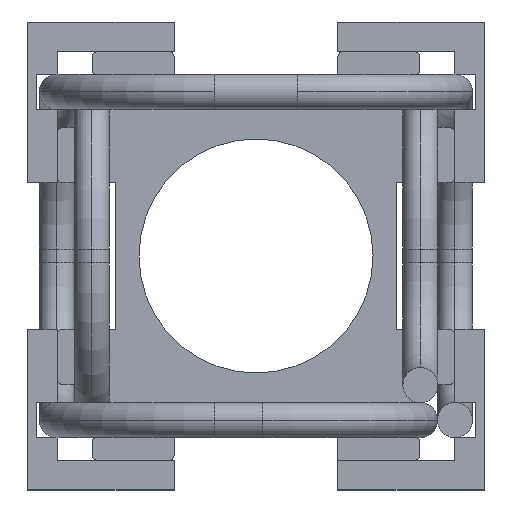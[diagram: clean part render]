
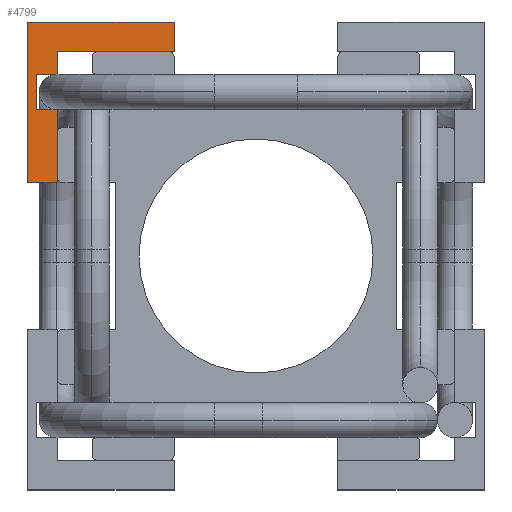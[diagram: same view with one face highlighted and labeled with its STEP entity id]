
A CAD part, left-side view. The second image highlights one B-rep face of the part: STEP entity #4799.
In plain terms, the highlighted face is planar.
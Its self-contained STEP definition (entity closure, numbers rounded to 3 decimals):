
#120 = LINE ( 'NONE', #2036, #5009 ) ;
#153 = DIRECTION ( 'NONE',  ( 1., 0., 0. ) ) ;
#215 = DIRECTION ( 'NONE',  ( 0., -1., 0. ) ) ;
#359 = CARTESIAN_POINT ( 'NONE',  ( 1.25, 0., 0. ) ) ;
#393 = LINE ( 'NONE', #4723, #3873 ) ;
#524 = VERTEX_POINT ( 'NONE', #2309 ) ;
#535 = CARTESIAN_POINT ( 'NONE',  ( 13.75, -2.5, 0. ) ) ;
#650 = EDGE_CURVE ( 'NONE', #524, #1547, #918, .T. ) ;
#911 = EDGE_CURVE ( 'NONE', #3793, #524, #3335, .T. ) ;
#918 = LINE ( 'NONE', #6046, #3122 ) ;
#995 = VECTOR ( 'NONE', #3906, 1000. ) ;
#1031 = DIRECTION ( 'NONE',  ( 1., 0., 0. ) ) ;
#1059 = CARTESIAN_POINT ( 'NONE',  ( 13.75, 2.5, 0. ) ) ;
#1098 = ORIENTED_EDGE ( 'NONE', *, *, #2874, .T. ) ;
#1289 = VERTEX_POINT ( 'NONE', #4499 ) ;
#1325 = DIRECTION ( 'NONE',  ( 1., 0., 0. ) ) ;
#1390 = CARTESIAN_POINT ( 'NONE',  ( 1.25, 1., 0. ) ) ;
#1408 = VERTEX_POINT ( 'NONE', #2713 ) ;
#1491 = ORIENTED_EDGE ( 'NONE', *, *, #4999, .F. ) ;
#1532 = VERTEX_POINT ( 'NONE', #1390 ) ;
#1547 = VERTEX_POINT ( 'NONE', #5685 ) ;
#1701 = EDGE_CURVE ( 'NONE', #4549, #4429, #1729, .T. ) ;
#1729 = LINE ( 'NONE', #2916, #4245 ) ;
#1935 = VECTOR ( 'NONE', #3169, 1000. ) ;
#2036 = CARTESIAN_POINT ( 'NONE',  ( 13.75, -2.5, 0. ) ) ;
#2044 = DIRECTION ( 'NONE',  ( 0., 0., -1. ) ) ;
#2083 = DIRECTION ( 'NONE',  ( -1., 0., 0. ) ) ;
#2086 = VECTOR ( 'NONE', #3031, 1000. ) ;
#2309 = CARTESIAN_POINT ( 'NONE',  ( -13.75, -22.5, 0. ) ) ;
#2393 = LINE ( 'NONE', #3412, #995 ) ;
#2421 = EDGE_CURVE ( 'NONE', #1532, #4549, #4606, .T. ) ;
#2443 = CARTESIAN_POINT ( 'NONE',  ( -13.75, 2.5, 0. ) ) ;
#2469 = FACE_OUTER_BOUND ( 'NONE', #3539, .T. ) ;
#2474 = VECTOR ( 'NONE', #5027, 1000. ) ;
#2543 = CARTESIAN_POINT ( 'NONE',  ( -8.75, -2.5, 0. ) ) ;
#2565 = CARTESIAN_POINT ( 'NONE',  ( -4.75, 1., 0. ) ) ;
#2713 = CARTESIAN_POINT ( 'NONE',  ( -4.75, 1., 0. ) ) ;
#2841 = VERTEX_POINT ( 'NONE', #2543 ) ;
#2874 = EDGE_CURVE ( 'NONE', #1408, #1289, #3482, .T. ) ;
#2916 = CARTESIAN_POINT ( 'NONE',  ( 13.75, -2.5, 0. ) ) ;
#3031 = DIRECTION ( 'NONE',  ( 0., -1., 0. ) ) ;
#3122 = VECTOR ( 'NONE', #1325, 1000. ) ;
#3169 = DIRECTION ( 'NONE',  ( 0., -1., 0. ) ) ;
#3183 = CARTESIAN_POINT ( 'NONE',  ( 13.75, 2.5, 0. ) ) ;
#3212 = ORIENTED_EDGE ( 'NONE', *, *, #4512, .T. ) ;
#3242 = EDGE_CURVE ( 'NONE', #2841, #1289, #120, .T. ) ;
#3273 = DIRECTION ( 'NONE',  ( 0., 1., 0. ) ) ;
#3335 = LINE ( 'NONE', #4003, #4468 ) ;
#3412 = CARTESIAN_POINT ( 'NONE',  ( 1.25, 1., 0. ) ) ;
#3482 = LINE ( 'NONE', #2565, #2086 ) ;
#3539 = EDGE_LOOP ( 'NONE', ( #1098, #6037, #1491, #5330, #5539, #3895, #5230, #4081, #4283, #3212 ) ) ;
#3700 = VECTOR ( 'NONE', #2083, 1000. ) ;
#3717 = LINE ( 'NONE', #4542, #2474 ) ;
#3793 = VERTEX_POINT ( 'NONE', #2443 ) ;
#3873 = VECTOR ( 'NONE', #3273, 1000. ) ;
#3895 = ORIENTED_EDGE ( 'NONE', *, *, #6043, .F. ) ;
#3906 = DIRECTION ( 'NONE',  ( -1., 0., 0. ) ) ;
#4003 = CARTESIAN_POINT ( 'NONE',  ( -13.75, 2.5, 0. ) ) ;
#4081 = ORIENTED_EDGE ( 'NONE', *, *, #1701, .F. ) ;
#4245 = VECTOR ( 'NONE', #1031, 1000. ) ;
#4283 = ORIENTED_EDGE ( 'NONE', *, *, #2421, .F. ) ;
#4377 = CARTESIAN_POINT ( 'NONE',  ( 1.25, -2.5, 0. ) ) ;
#4429 = VERTEX_POINT ( 'NONE', #535 ) ;
#4468 = VECTOR ( 'NONE', #215, 1000. ) ;
#4499 = CARTESIAN_POINT ( 'NONE',  ( -4.75, -2.5, 0. ) ) ;
#4512 = EDGE_CURVE ( 'NONE', #1532, #1408, #2393, .T. ) ;
#4542 = CARTESIAN_POINT ( 'NONE',  ( -8.75, -22.5, 0. ) ) ;
#4549 = VERTEX_POINT ( 'NONE', #4377 ) ;
#4606 = LINE ( 'NONE', #359, #1935 ) ;
#4723 = CARTESIAN_POINT ( 'NONE',  ( 13.75, 2.5, 0. ) ) ;
#4744 = VERTEX_POINT ( 'NONE', #1059 ) ;
#4799 = ADVANCED_FACE ( 'NONE', ( #2469 ), #4869, .T. ) ;
#4869 = PLANE ( 'NONE',  #5616 ) ;
#4884 = CARTESIAN_POINT ( 'NONE',  ( 0., 0., 0. ) ) ;
#4983 = LINE ( 'NONE', #3183, #3700 ) ;
#4999 = EDGE_CURVE ( 'NONE', #1547, #2841, #3717, .T. ) ;
#5009 = VECTOR ( 'NONE', #153, 1000. ) ;
#5027 = DIRECTION ( 'NONE',  ( 0., 1., 0. ) ) ;
#5230 = ORIENTED_EDGE ( 'NONE', *, *, #5529, .F. ) ;
#5330 = ORIENTED_EDGE ( 'NONE', *, *, #650, .F. ) ;
#5366 = DIRECTION ( 'NONE',  ( -1., 0., 0. ) ) ;
#5529 = EDGE_CURVE ( 'NONE', #4429, #4744, #393, .T. ) ;
#5539 = ORIENTED_EDGE ( 'NONE', *, *, #911, .F. ) ;
#5616 = AXIS2_PLACEMENT_3D ( 'NONE', #4884, #2044, #5366 ) ;
#5685 = CARTESIAN_POINT ( 'NONE',  ( -8.75, -22.5, 0. ) ) ;
#6037 = ORIENTED_EDGE ( 'NONE', *, *, #3242, .F. ) ;
#6043 = EDGE_CURVE ( 'NONE', #4744, #3793, #4983, .T. ) ;
#6046 = CARTESIAN_POINT ( 'NONE',  ( -13.75, -22.5, 0. ) ) ;
